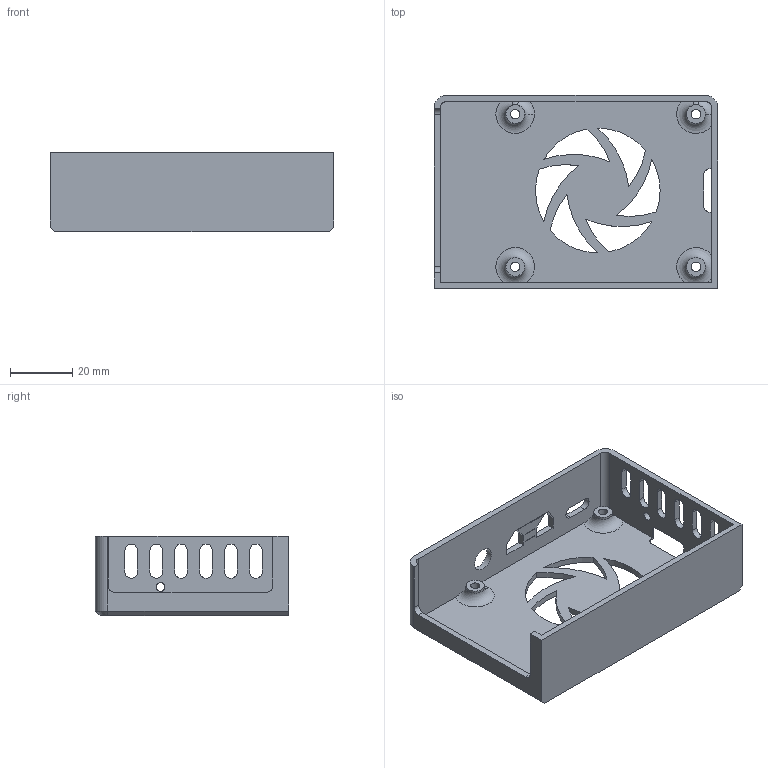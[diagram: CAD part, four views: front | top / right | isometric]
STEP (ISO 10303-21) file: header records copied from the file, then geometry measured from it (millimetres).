
FILE_DESCRIPTION(('FreeCAD Model'),'2;1');
FILE_NAME('Open CASCADE Shape Model','2025-03-17T16:46:44',(''),(''), 'Open CASCADE STEP processor 7.8','FreeCAD','Unknown');
FILE_SCHEMA(('AUTOMOTIVE_DESIGN { 1 0 10303 214 1 1 1 1 }'));
Length unit declared in the file: millimetre
Products named in the file (1): 4-electronics-cover--black-shield
Bounding box: 91 x 62 x 25.5 mm (x, y, z)
Volume: 20905.2 mm3; surface area: 23142.8 mm2
Topology: 1 solids, 1 shells, 158 faces, 437 edges, 284 vertices
Faces by surface type: plane 78, cylinder 66, cone 6, torus 6, bspline 2
Full cylindrical faces by diameter (mm): 2.8 x1, 3 x4, 5 x4, 6 x4, 7.5 x1
Entity records: 5432 total; most frequent: CARTESIAN_POINT 1193, DIRECTION 882, ORIENTED_EDGE 874, EDGE_CURVE 437, AXIS2_PLACEMENT_3D 309, VERTEX_POINT 284, LINE 264, VECTOR 264
